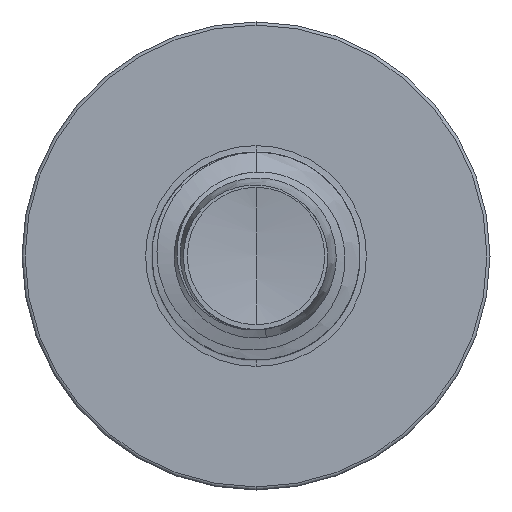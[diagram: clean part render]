
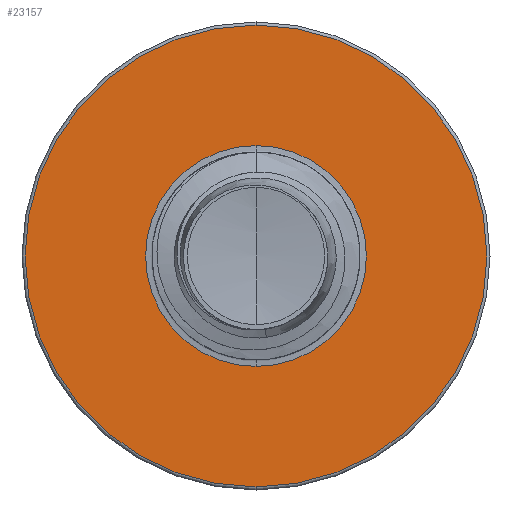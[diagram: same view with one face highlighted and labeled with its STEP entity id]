
A CAD part, front view. The second image highlights one B-rep face of the part: STEP entity #23157.
In plain terms, the highlighted planar face has unit normal (0, -1, 0).
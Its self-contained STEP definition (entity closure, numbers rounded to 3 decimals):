
#252 = EDGE_CURVE ( 'NONE', #13071, #30825, #6658, .T. ) ;
#514 = EDGE_CURVE ( 'NONE', #1897, #982, #25662, .T. ) ;
#982 = VERTEX_POINT ( 'NONE', #13842 ) ;
#1139 = DIRECTION ( 'NONE',  ( 0., 0., 1. ) ) ;
#1195 = DIRECTION ( 'NONE',  ( 0., 0., 1. ) ) ;
#1897 = VERTEX_POINT ( 'NONE', #7389 ) ;
#4445 = DIRECTION ( 'NONE',  ( 0., 1., 0. ) ) ;
#4620 = DIRECTION ( 'NONE',  ( 0., 0., 1. ) ) ;
#5640 = FACE_OUTER_BOUND ( 'NONE', #31320, .T. ) ;
#6026 = CIRCLE ( 'NONE', #33290, 6.66 ) ;
#6658 = CIRCLE ( 'NONE', #27726, 6.66 ) ;
#6767 = ORIENTED_EDGE ( 'NONE', *, *, #514, .T. ) ;
#7389 = CARTESIAN_POINT ( 'NONE',  ( 0., 19., -3.186 ) ) ;
#9623 = EDGE_LOOP ( 'NONE', ( #32921, #6767 ) ) ;
#10247 = CARTESIAN_POINT ( 'NONE',  ( 0., 19., 6.66 ) ) ;
#13071 = VERTEX_POINT ( 'NONE', #25561 ) ;
#13842 = CARTESIAN_POINT ( 'NONE',  ( 0., 19., 3.186 ) ) ;
#14374 = CARTESIAN_POINT ( 'NONE',  ( 0., 19., 0. ) ) ;
#17090 = DIRECTION ( 'NONE',  ( 0., 0., 1. ) ) ;
#17427 = PLANE ( 'NONE',  #35124 ) ;
#20443 = AXIS2_PLACEMENT_3D ( 'NONE', #30989, #28993, #1139 ) ;
#20632 = CARTESIAN_POINT ( 'NONE',  ( 0., 19., 0. ) ) ;
#20891 = FACE_BOUND ( 'NONE', #9623, .T. ) ;
#22329 = EDGE_CURVE ( 'NONE', #982, #1897, #28081, .T. ) ;
#23157 = ADVANCED_FACE ( 'NONE', ( #5640, #20891 ), #17427, .F. ) ;
#23348 = DIRECTION ( 'NONE',  ( 0., 0., 1. ) ) ;
#23397 = DIRECTION ( 'NONE',  ( 0., 1., 0. ) ) ;
#25466 = DIRECTION ( 'NONE',  ( 0., 1., 0. ) ) ;
#25561 = CARTESIAN_POINT ( 'NONE',  ( 0., 19., -6.66 ) ) ;
#25662 = CIRCLE ( 'NONE', #20443, 3.186 ) ;
#27536 = ORIENTED_EDGE ( 'NONE', *, *, #32544, .F. ) ;
#27668 = AXIS2_PLACEMENT_3D ( 'NONE', #14374, #33323, #17090 ) ;
#27726 = AXIS2_PLACEMENT_3D ( 'NONE', #28980, #23397, #4620 ) ;
#28081 = CIRCLE ( 'NONE', #27668, 3.186 ) ;
#28980 = CARTESIAN_POINT ( 'NONE',  ( 0., 19., 0. ) ) ;
#28993 = DIRECTION ( 'NONE',  ( 0., 1., 0. ) ) ;
#29528 = ORIENTED_EDGE ( 'NONE', *, *, #252, .F. ) ;
#30825 = VERTEX_POINT ( 'NONE', #10247 ) ;
#30941 = CARTESIAN_POINT ( 'NONE',  ( 0., 19., -3.186 ) ) ;
#30989 = CARTESIAN_POINT ( 'NONE',  ( 0., 19., 0. ) ) ;
#31320 = EDGE_LOOP ( 'NONE', ( #27536, #29528 ) ) ;
#32544 = EDGE_CURVE ( 'NONE', #30825, #13071, #6026, .T. ) ;
#32921 = ORIENTED_EDGE ( 'NONE', *, *, #22329, .T. ) ;
#33290 = AXIS2_PLACEMENT_3D ( 'NONE', #20632, #4445, #23348 ) ;
#33323 = DIRECTION ( 'NONE',  ( 0., 1., 0. ) ) ;
#35124 = AXIS2_PLACEMENT_3D ( 'NONE', #30941, #25466, #1195 ) ;
